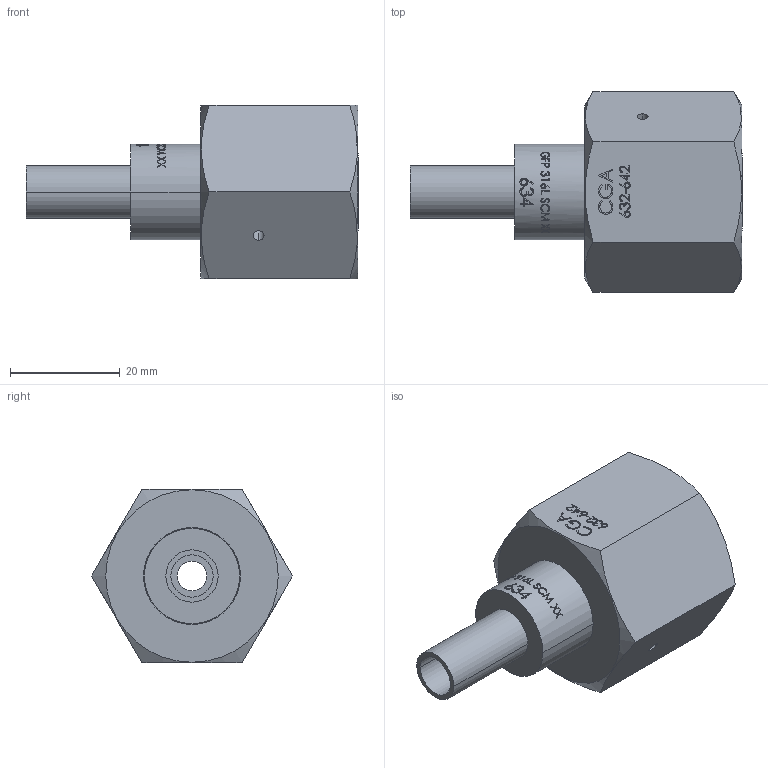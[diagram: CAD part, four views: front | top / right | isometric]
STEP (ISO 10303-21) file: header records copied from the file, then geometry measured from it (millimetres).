
FILE_DESCRIPTION (( 'STEP AP203' ), '1' );
FILE_NAME ('INL-634SS-6TS-N.STEP', '2025-01-16T12:19:39', ( '' ), ( '' ), 'SwSTEP 2.0', 'SolidWorks 2018', '' );
FILE_SCHEMA (( 'CONFIG_CONTROL_DESIGN' ));
Length unit declared in the file: inch
Products named in the file (6): ASY-000751; INL-634SS-6TS-N; PRT-000988; PRT-001176; PRT-000289; PRT-002742
Assembly tree (5 placements, depth 3):
  INL-634SS-6TS-N
    PRT-000289
    PRT-000988
    ASY-000751
      PRT-001176
      PRT-002742
Bounding box: 60.64 x 36.66 x 31.75 mm (x, y, z)
Volume: 22055.2 mm3; surface area: 13016.8 mm2
Topology: 4 solids, 4 shells, 482 faces, 1416 edges, 989 vertices
Faces by surface type: bspline 191, plane 163, cylinder 76, cone 28, torus 24
Entity records: 33297 total; most frequent: CARTESIAN_POINT 21532, ORIENTED_EDGE 2832, DIRECTION 1490, EDGE_CURVE 1416, VERTEX_POINT 989, B_SPLINE_CURVE_WITH_KNOTS 766, AXIS2_PLACEMENT_3D 540, EDGE_LOOP 539
